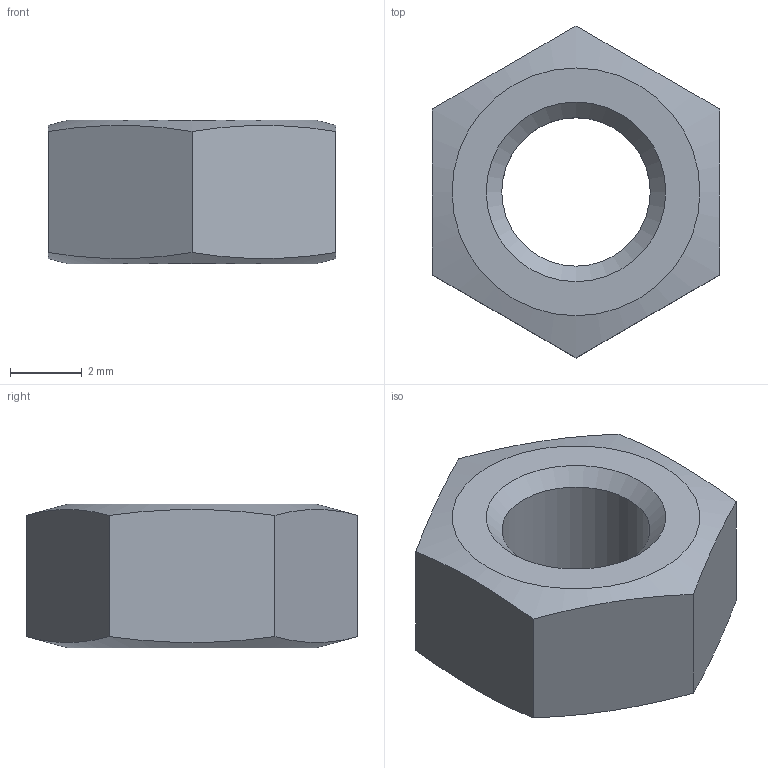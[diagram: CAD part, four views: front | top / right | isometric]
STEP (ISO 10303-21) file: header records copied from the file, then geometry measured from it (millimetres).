
FILE_DESCRIPTION(/* description */ ('DIN 934-SKM-STVZ-A2-A4-Hexagon Nuts DIN 934, right hand'),/* implementation_level */ '2;1');
FILE_NAME(/* name */ '65200500.stp',/* time_stamp */ '2025-08-07T17:59:36+02:00',/* author */ ('roone'),/* organization */ ('MAEDLER'),/* preprocessor_version */ 'ST-DEVELOPER v20',/* originating_system */ 'Autodesk Inventor 2025',/* authorisation */ '');
FILE_SCHEMA (('AUTOMOTIVE_DESIGN { 1 0 10303 214 3 1 1 }'));
Length unit declared in the file: millimetre
Products named in the file (1): 65200500
Bounding box: 8 x 9.24 x 4 mm (x, y, z)
Volume: 161.4 mm3; surface area: 230.7 mm2
Topology: 1 solids, 1 shells, 13 faces, 29 edges, 18 vertices
Faces by surface type: plane 8, cone 4, cylinder 1
Full cylindrical faces by diameter (mm): 4.134 x1
Entity records: 392 total; most frequent: CARTESIAN_POINT 85, ORIENTED_EDGE 58, DIRECTION 51, EDGE_CURVE 29, AXIS2_PLACEMENT_3D 20, VERTEX_POINT 18, EDGE_LOOP 15, FACE_OUTER_BOUND 13
